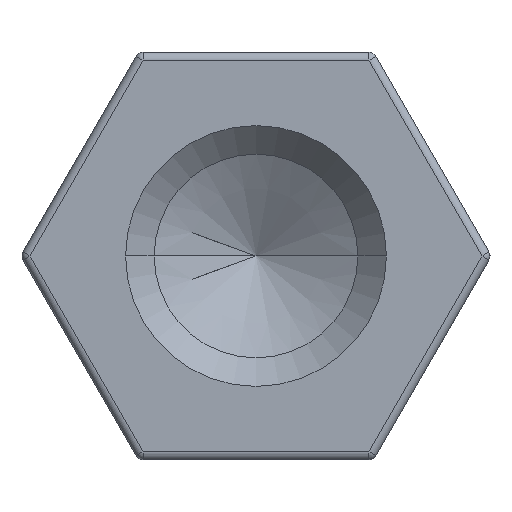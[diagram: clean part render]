
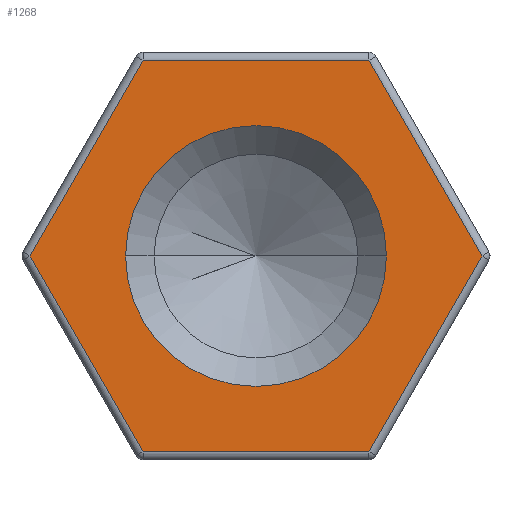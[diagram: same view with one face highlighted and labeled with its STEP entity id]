
A CAD part, left-side view. The second image highlights one B-rep face of the part: STEP entity #1268.
In plain terms, the highlighted planar face has unit normal (-1, 0, 0).
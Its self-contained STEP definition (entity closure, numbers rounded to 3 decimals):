
#20 = LINE ( 'NONE', #204, #522 ) ;
#54 = CARTESIAN_POINT ( 'NONE',  ( 0., -1.6, 0. ) ) ;
#62 = DIRECTION ( 'NONE',  ( 0., -0.5, -0.866 ) ) ;
#70 = CARTESIAN_POINT ( 'NONE',  ( 0., 2.078, -1.2 ) ) ;
#72 = AXIS2_PLACEMENT_3D ( 'NONE', #856, #847, #843 ) ;
#137 = DIRECTION ( 'NONE',  ( 0., 0.5, -0.866 ) ) ;
#154 = CARTESIAN_POINT ( 'NONE',  ( 0., 2.078, 1.2 ) ) ;
#182 = CARTESIAN_POINT ( 'NONE',  ( 0., 0., -2.4 ) ) ;
#186 = VERTEX_POINT ( 'NONE', #810 ) ;
#189 = EDGE_CURVE ( 'NONE', #409, #537, #730, .T. ) ;
#190 = EDGE_CURVE ( 'NONE', #806, #790, #987, .T. ) ;
#194 = DIRECTION ( 'NONE',  ( 0., -0.5, 0.866 ) ) ;
#195 = EDGE_CURVE ( 'NONE', #537, #836, #1322, .T. ) ;
#204 = CARTESIAN_POINT ( 'NONE',  ( 0., -2.078, -1.2 ) ) ;
#210 = DIRECTION ( 'NONE',  ( 0., -1., 0. ) ) ;
#226 = ORIENTED_EDGE ( 'NONE', *, *, #309, .T. ) ;
#259 = CARTESIAN_POINT ( 'NONE',  ( 0., 2.771, 0. ) ) ;
#299 = ORIENTED_EDGE ( 'NONE', *, *, #310, .T. ) ;
#305 = EDGE_CURVE ( 'NONE', #431, #186, #1293, .T. ) ;
#309 = EDGE_CURVE ( 'NONE', #186, #409, #20, .T. ) ;
#310 = EDGE_CURVE ( 'NONE', #836, #617, #1271, .T. ) ;
#313 = EDGE_CURVE ( 'NONE', #617, #431, #1363, .T. ) ;
#368 = EDGE_CURVE ( 'NONE', #790, #806, #440, .T. ) ;
#409 = VERTEX_POINT ( 'NONE', #1418 ) ;
#431 = VERTEX_POINT ( 'NONE', #1038 ) ;
#440 = CIRCLE ( 'NONE', #1053, 1.6 ) ;
#483 = EDGE_LOOP ( 'NONE', ( #588, #805, #299, #540, #766, #226 ) ) ;
#492 = ORIENTED_EDGE ( 'NONE', *, *, #190, .T. ) ;
#522 = VECTOR ( 'NONE', #194, 1000. ) ;
#537 = VERTEX_POINT ( 'NONE', #769 ) ;
#540 = ORIENTED_EDGE ( 'NONE', *, *, #313, .T. ) ;
#588 = ORIENTED_EDGE ( 'NONE', *, *, #189, .T. ) ;
#617 = VERTEX_POINT ( 'NONE', #259 ) ;
#644 = DIRECTION ( 'NONE',  ( 0., 0.5, 0.866 ) ) ;
#645 = VECTOR ( 'NONE', #866, 1000. ) ;
#654 = DIRECTION ( 'NONE',  ( 0., 1., 0. ) ) ;
#670 = EDGE_LOOP ( 'NONE', ( #492, #729 ) ) ;
#728 = DIRECTION ( 'NONE',  ( 1., 0., 0. ) ) ;
#729 = ORIENTED_EDGE ( 'NONE', *, *, #368, .T. ) ;
#730 = LINE ( 'NONE', #1015, #1155 ) ;
#748 = CARTESIAN_POINT ( 'NONE',  ( 0., 0., 0. ) ) ;
#766 = ORIENTED_EDGE ( 'NONE', *, *, #305, .T. ) ;
#769 = CARTESIAN_POINT ( 'NONE',  ( 0., -1.386, 2.4 ) ) ;
#790 = VERTEX_POINT ( 'NONE', #54 ) ;
#805 = ORIENTED_EDGE ( 'NONE', *, *, #195, .T. ) ;
#806 = VERTEX_POINT ( 'NONE', #1073 ) ;
#810 = CARTESIAN_POINT ( 'NONE',  ( 0., -1.386, -2.4 ) ) ;
#836 = VERTEX_POINT ( 'NONE', #1139 ) ;
#843 = DIRECTION ( 'NONE',  ( 0., 1., 0. ) ) ;
#847 = DIRECTION ( 'NONE',  ( 1., 0., 0. ) ) ;
#852 = DIRECTION ( 'NONE',  ( 1., 0., 0. ) ) ;
#856 = CARTESIAN_POINT ( 'NONE',  ( 0., 0., 0. ) ) ;
#866 = DIRECTION ( 'NONE',  ( 0., 1., 0. ) ) ;
#870 = CARTESIAN_POINT ( 'NONE',  ( 0., 0., 2.4 ) ) ;
#932 = FACE_OUTER_BOUND ( 'NONE', #483, .T. ) ;
#987 = CIRCLE ( 'NONE', #72, 1.6 ) ;
#1009 = VECTOR ( 'NONE', #62, 1000. ) ;
#1015 = CARTESIAN_POINT ( 'NONE',  ( 0., -2.078, 1.2 ) ) ;
#1022 = PLANE ( 'NONE',  #1128 ) ;
#1038 = CARTESIAN_POINT ( 'NONE',  ( 0., 1.386, -2.4 ) ) ;
#1053 = AXIS2_PLACEMENT_3D ( 'NONE', #748, #728, #654 ) ;
#1073 = CARTESIAN_POINT ( 'NONE',  ( 0., 1.6, 0. ) ) ;
#1091 = DIRECTION ( 'NONE',  ( 0., 1., 0. ) ) ;
#1100 = VECTOR ( 'NONE', #210, 1000. ) ;
#1111 = FACE_BOUND ( 'NONE', #670, .T. ) ;
#1128 = AXIS2_PLACEMENT_3D ( 'NONE', #1348, #852, #1091 ) ;
#1139 = CARTESIAN_POINT ( 'NONE',  ( 0., 1.386, 2.4 ) ) ;
#1155 = VECTOR ( 'NONE', #644, 1000. ) ;
#1249 = VECTOR ( 'NONE', #137, 1000. ) ;
#1268 = ADVANCED_FACE ( 'NONE', ( #932, #1111 ), #1022, .F. ) ;
#1271 = LINE ( 'NONE', #154, #1249 ) ;
#1293 = LINE ( 'NONE', #182, #1100 ) ;
#1322 = LINE ( 'NONE', #870, #645 ) ;
#1348 = CARTESIAN_POINT ( 'NONE',  ( 0., 0., 0. ) ) ;
#1363 = LINE ( 'NONE', #70, #1009 ) ;
#1418 = CARTESIAN_POINT ( 'NONE',  ( 0., -2.771, 0. ) ) ;
